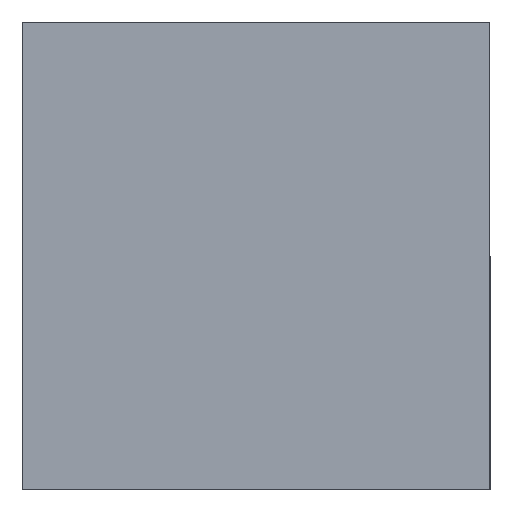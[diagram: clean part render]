
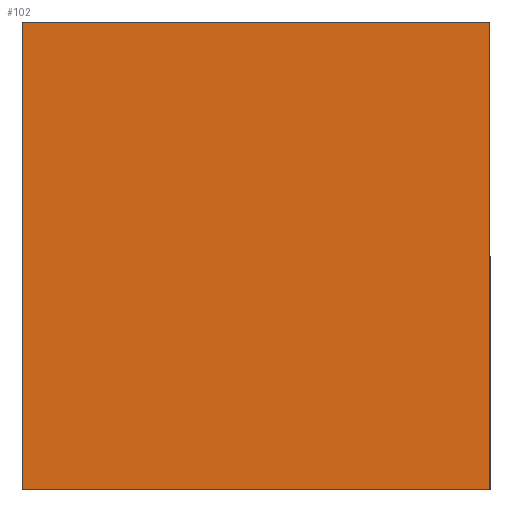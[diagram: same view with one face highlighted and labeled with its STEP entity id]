
A CAD part, left-side view. The second image highlights one B-rep face of the part: STEP entity #102.
In plain terms, the highlighted planar face has unit normal (-1, 0, 0).
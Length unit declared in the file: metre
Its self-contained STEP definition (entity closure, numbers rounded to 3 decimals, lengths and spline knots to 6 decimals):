
#102=ADVANCED_FACE('0:149',(#116),#117,.F.);
#116=FACE_OUTER_BOUND('',#134,.T.);
#117=PLANE('',#135);
#134=EDGE_LOOP('',(#168,#169,#170,#171));
#135=AXIS2_PLACEMENT_3D('',#172,#173,#174);
#168=ORIENTED_EDGE('',*,*,#217,.F.);
#169=ORIENTED_EDGE('',*,*,#218,.F.);
#170=ORIENTED_EDGE('',*,*,#215,.T.);
#171=ORIENTED_EDGE('',*,*,#210,.T.);
#172=CARTESIAN_POINT('',(0.0,0.0,0.0));
#173=DIRECTION('',(1.0,-0.0,0.0));
#174=DIRECTION('',(0.0,1.0,-0.0));
#210=EDGE_CURVE('0:176',#234,#232,#235,.T.);
#215=EDGE_CURVE('0:191',#242,#234,#243,.T.);
#217=EDGE_CURVE('0:197',#245,#232,#246,.T.);
#218=EDGE_CURVE('0:200',#242,#245,#247,.T.);
#232=VERTEX_POINT('',#265);
#234=VERTEX_POINT('',#268);
#235=LINE('',#269,#270);
#242=VERTEX_POINT('',#281);
#243=LINE('',#282,#283);
#245=VERTEX_POINT('',#286);
#246=LINE('',#287,#288);
#247=LINE('',#289,#290);
#265=CARTESIAN_POINT('',(0.0,200.0,0.0));
#268=CARTESIAN_POINT('',(0.0,200.0,200.0));
#269=CARTESIAN_POINT('',(0.0,200.0,0.0));
#270=VECTOR('',#307,0.001);
#281=CARTESIAN_POINT('',(0.0,0.0,200.0));
#282=CARTESIAN_POINT('',(0.0,0.0,200.0));
#283=VECTOR('',#312,0.001);
#286=CARTESIAN_POINT('',(0.0,0.0,0.0));
#287=CARTESIAN_POINT('',(0.0,0.0,0.0));
#288=VECTOR('',#314,0.001);
#289=CARTESIAN_POINT('',(0.0,0.0,200.0));
#290=VECTOR('',#315,0.001);
#307=DIRECTION('',(-0.0,0.0,-1.0));
#312=DIRECTION('',(-0.0,1.0,0.0));
#314=DIRECTION('',(0.0,1.0,0.0));
#315=DIRECTION('',(0.0,0.0,-1.0));
